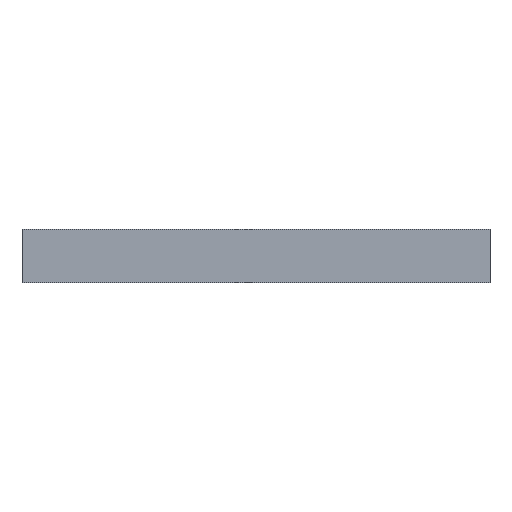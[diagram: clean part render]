
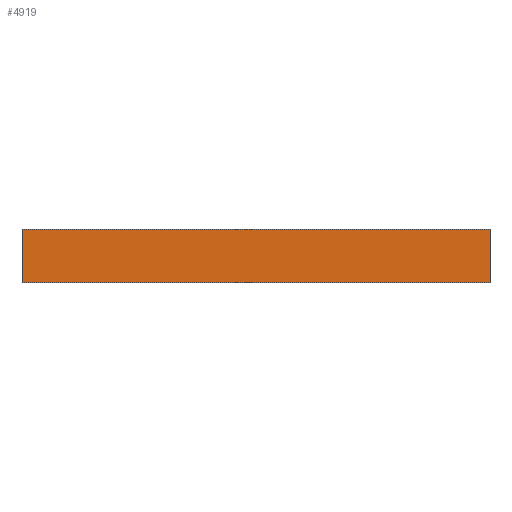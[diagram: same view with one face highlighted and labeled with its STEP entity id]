
A CAD part, front view. The second image highlights one B-rep face of the part: STEP entity #4919.
In plain terms, the highlighted planar face has unit normal (0, -1, 0).
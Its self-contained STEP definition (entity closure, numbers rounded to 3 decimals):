
#83 = PLANE('',#84);
#84 = AXIS2_PLACEMENT_3D('',#85,#86,#87);
#85 = CARTESIAN_POINT('',(0.,0.,1.6)
  );
#86 = DIRECTION('',(0.,0.,-1.));
#87 = DIRECTION('',(-1.,0.,0.));
#137 = PLANE('',#138);
#138 = AXIS2_PLACEMENT_3D('',#139,#140,#141);
#139 = CARTESIAN_POINT('',(0.,0.,
    0.));
#140 = DIRECTION('',(0.,0.,-1.));
#141 = DIRECTION('',(-1.,0.,0.));
#480 = VERTEX_POINT('',#481);
#481 = CARTESIAN_POINT('',(7.,-7.,0.));
#495 = PLANE('',#496);
#496 = AXIS2_PLACEMENT_3D('',#497,#498,#499);
#497 = CARTESIAN_POINT('',(7.,-3.,0.));
#498 = DIRECTION('',(1.,0.,0.));
#499 = DIRECTION('',(0.,-1.,0.));
#507 = EDGE_CURVE('',#480,#508,#510,.T.);
#508 = VERTEX_POINT('',#509);
#509 = CARTESIAN_POINT('',(-7.,-7.,0.));
#510 = SURFACE_CURVE('',#511,(#515,#522),.PCURVE_S1.);
#511 = LINE('',#512,#513);
#512 = CARTESIAN_POINT('',(7.,-7.,0.));
#513 = VECTOR('',#514,1.);
#514 = DIRECTION('',(-1.,0.,0.));
#515 = PCURVE('',#137,#516);
#516 = DEFINITIONAL_REPRESENTATION('',(#517),#521);
#517 = LINE('',#518,#519);
#518 = CARTESIAN_POINT('',(-7.,-7.));
#519 = VECTOR('',#520,1.);
#520 = DIRECTION('',(1.,0.));
#521 = ( GEOMETRIC_REPRESENTATION_CONTEXT(2) 
PARAMETRIC_REPRESENTATION_CONTEXT() REPRESENTATION_CONTEXT('2D SPACE',''
  ) );
#522 = PCURVE('',#523,#528);
#523 = PLANE('',#524);
#524 = AXIS2_PLACEMENT_3D('',#525,#526,#527);
#525 = CARTESIAN_POINT('',(7.,-7.,0.));
#526 = DIRECTION('',(0.,-1.,0.));
#527 = DIRECTION('',(-1.,0.,0.));
#528 = DEFINITIONAL_REPRESENTATION('',(#529),#533);
#529 = LINE('',#530,#531);
#530 = CARTESIAN_POINT('',(0.,0.));
#531 = VECTOR('',#532,1.);
#532 = DIRECTION('',(1.,0.));
#533 = ( GEOMETRIC_REPRESENTATION_CONTEXT(2) 
PARAMETRIC_REPRESENTATION_CONTEXT() REPRESENTATION_CONTEXT('2D SPACE',''
  ) );
#551 = PLANE('',#552);
#552 = AXIS2_PLACEMENT_3D('',#553,#554,#555);
#553 = CARTESIAN_POINT('',(-7.,-7.,0.));
#554 = DIRECTION('',(-1.,0.,0.));
#555 = DIRECTION('',(0.,1.,0.));
#2817 = VERTEX_POINT('',#2818);
#2818 = CARTESIAN_POINT('',(7.,-7.,1.6));
#2839 = EDGE_CURVE('',#2817,#2840,#2842,.T.);
#2840 = VERTEX_POINT('',#2841);
#2841 = CARTESIAN_POINT('',(-7.,-7.,1.6));
#2842 = SURFACE_CURVE('',#2843,(#2847,#2854),.PCURVE_S1.);
#2843 = LINE('',#2844,#2845);
#2844 = CARTESIAN_POINT('',(7.,-7.,1.6));
#2845 = VECTOR('',#2846,1.);
#2846 = DIRECTION('',(-1.,0.,0.));
#2847 = PCURVE('',#83,#2848);
#2848 = DEFINITIONAL_REPRESENTATION('',(#2849),#2853);
#2849 = LINE('',#2850,#2851);
#2850 = CARTESIAN_POINT('',(-7.,-7.));
#2851 = VECTOR('',#2852,1.);
#2852 = DIRECTION('',(1.,0.));
#2853 = ( GEOMETRIC_REPRESENTATION_CONTEXT(2) 
PARAMETRIC_REPRESENTATION_CONTEXT() REPRESENTATION_CONTEXT('2D SPACE',''
  ) );
#2854 = PCURVE('',#523,#2855);
#2855 = DEFINITIONAL_REPRESENTATION('',(#2856),#2860);
#2856 = LINE('',#2857,#2858);
#2857 = CARTESIAN_POINT('',(0.,-1.6));
#2858 = VECTOR('',#2859,1.);
#2859 = DIRECTION('',(1.,0.));
#2860 = ( GEOMETRIC_REPRESENTATION_CONTEXT(2) 
PARAMETRIC_REPRESENTATION_CONTEXT() REPRESENTATION_CONTEXT('2D SPACE',''
  ) );
#4869 = EDGE_CURVE('',#508,#2840,#4870,.T.);
#4870 = SURFACE_CURVE('',#4871,(#4875,#4882),.PCURVE_S1.);
#4871 = LINE('',#4872,#4873);
#4872 = CARTESIAN_POINT('',(-7.,-7.,0.));
#4873 = VECTOR('',#4874,1.);
#4874 = DIRECTION('',(0.,0.,1.));
#4875 = PCURVE('',#551,#4876);
#4876 = DEFINITIONAL_REPRESENTATION('',(#4877),#4881);
#4877 = LINE('',#4878,#4879);
#4878 = CARTESIAN_POINT('',(0.,0.));
#4879 = VECTOR('',#4880,1.);
#4880 = DIRECTION('',(0.,-1.));
#4881 = ( GEOMETRIC_REPRESENTATION_CONTEXT(2) 
PARAMETRIC_REPRESENTATION_CONTEXT() REPRESENTATION_CONTEXT('2D SPACE',''
  ) );
#4882 = PCURVE('',#523,#4883);
#4883 = DEFINITIONAL_REPRESENTATION('',(#4884),#4888);
#4884 = LINE('',#4885,#4886);
#4885 = CARTESIAN_POINT('',(14.,0.));
#4886 = VECTOR('',#4887,1.);
#4887 = DIRECTION('',(0.,-1.));
#4888 = ( GEOMETRIC_REPRESENTATION_CONTEXT(2) 
PARAMETRIC_REPRESENTATION_CONTEXT() REPRESENTATION_CONTEXT('2D SPACE',''
  ) );
#4919 = ADVANCED_FACE('',(#4920),#523,.T.);
#4920 = FACE_BOUND('',#4921,.T.);
#4921 = EDGE_LOOP('',(#4922,#4943,#4944,#4945));
#4922 = ORIENTED_EDGE('',*,*,#4923,.T.);
#4923 = EDGE_CURVE('',#480,#2817,#4924,.T.);
#4924 = SURFACE_CURVE('',#4925,(#4929,#4936),.PCURVE_S1.);
#4925 = LINE('',#4926,#4927);
#4926 = CARTESIAN_POINT('',(7.,-7.,0.));
#4927 = VECTOR('',#4928,1.);
#4928 = DIRECTION('',(0.,0.,1.));
#4929 = PCURVE('',#523,#4930);
#4930 = DEFINITIONAL_REPRESENTATION('',(#4931),#4935);
#4931 = LINE('',#4932,#4933);
#4932 = CARTESIAN_POINT('',(0.,0.));
#4933 = VECTOR('',#4934,1.);
#4934 = DIRECTION('',(0.,-1.));
#4935 = ( GEOMETRIC_REPRESENTATION_CONTEXT(2) 
PARAMETRIC_REPRESENTATION_CONTEXT() REPRESENTATION_CONTEXT('2D SPACE',''
  ) );
#4936 = PCURVE('',#495,#4937);
#4937 = DEFINITIONAL_REPRESENTATION('',(#4938),#4942);
#4938 = LINE('',#4939,#4940);
#4939 = CARTESIAN_POINT('',(4.,0.));
#4940 = VECTOR('',#4941,1.);
#4941 = DIRECTION('',(0.,-1.));
#4942 = ( GEOMETRIC_REPRESENTATION_CONTEXT(2) 
PARAMETRIC_REPRESENTATION_CONTEXT() REPRESENTATION_CONTEXT('2D SPACE',''
  ) );
#4943 = ORIENTED_EDGE('',*,*,#2839,.T.);
#4944 = ORIENTED_EDGE('',*,*,#4869,.F.);
#4945 = ORIENTED_EDGE('',*,*,#507,.F.);
